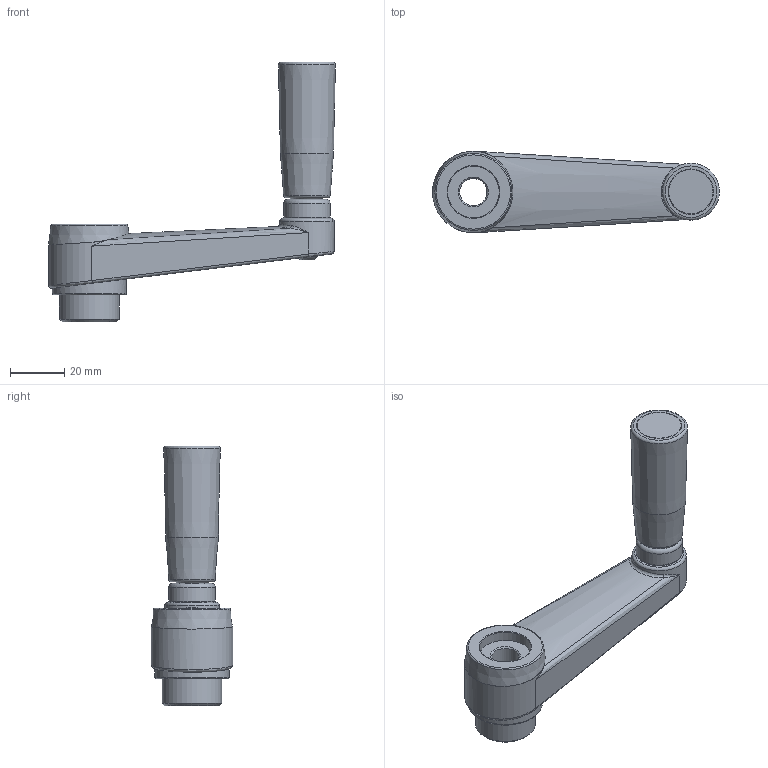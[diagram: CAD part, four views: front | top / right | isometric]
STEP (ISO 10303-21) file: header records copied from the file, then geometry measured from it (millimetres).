
FILE_DESCRIPTION( ( 'Unknown' ), '1' );
FILE_NAME( '6384630_MHP080_MRS.stp', 'Unknown', ( 'Unknown' ), ( 'Unknown' ), 'PSStep 11.0', 'Unknown', ' ' );
FILE_SCHEMA( ( 'AUTOMOTIVE_DESIGN { 1 0 10303 214 1 1 1 1 }' ) );
Length unit declared in the file: millimetre
Products named in the file (1): 8700305
Bounding box: 105.48 x 29.96 x 95.6 mm (x, y, z)
Volume: 44201.4 mm3; surface area: 24320.1 mm2
Topology: 1 solids, 5 shells, 322 faces, 836 edges, 532 vertices
Faces by surface type: plane 126, cylinder 121, bspline 38, cone 20, torus 17
Full cylindrical faces by diameter (mm): 2.5 x1, 3 x1, 3.2 x1, 4.134 x2, 5 x1, 5.5 x1, 7 x1, 8 x2, 8.3 x1, 10 x1, 11.5 x1, 12.5 x1, 12.85 x1, 16.7 x1, 17 x1, 19 x1, 20 x1, 22 x1, 27.306 x1
Entity records: 19810 total; most frequent: CARTESIAN_POINT 10032, ORIENTED_EDGE 1490, DIRECTION 1421, EDGE_CURVE 745, AXIS2_PLACEMENT_3D 564, VERTEX_POINT 501, EDGE_LOOP 401, FACE_OUTER_BOUND 356
